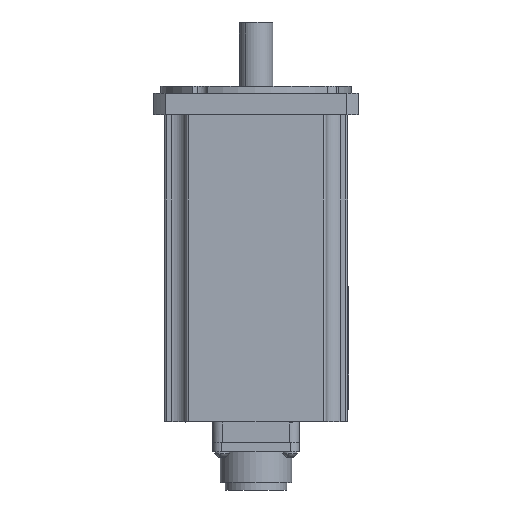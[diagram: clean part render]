
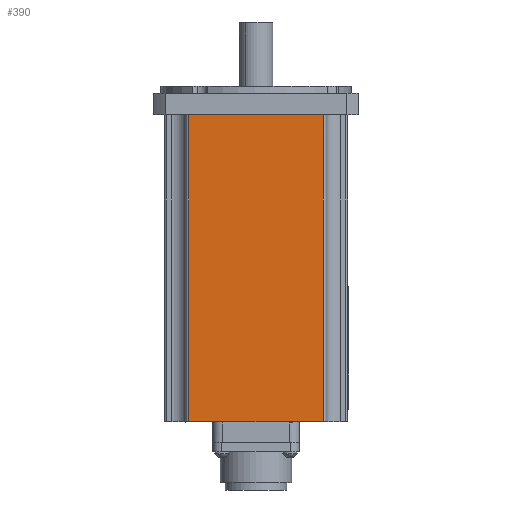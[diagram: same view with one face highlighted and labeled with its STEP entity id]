
A CAD part, front view. The second image highlights one B-rep face of the part: STEP entity #390.
In plain terms, the highlighted planar face has unit normal (0, -1, 0).
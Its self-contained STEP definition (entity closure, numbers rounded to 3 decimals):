
#39 = VERTEX_POINT ( 'NONE', #4363 ) ;
#40 = ORIENTED_EDGE ( 'NONE', *, *, #41, .T. ) ;
#41 = EDGE_CURVE ( 'NONE', #39, #279, #4529, .T. ) ;
#141 = VERTEX_POINT ( 'NONE', #4480 ) ;
#143 = EDGE_CURVE ( 'NONE', #144, #141, #4479, .T. ) ;
#144 = VERTEX_POINT ( 'NONE', #4475 ) ;
#278 = EDGE_CURVE ( 'NONE', #279, #144, #4761, .T. ) ;
#279 = VERTEX_POINT ( 'NONE', #4752 ) ;
#295 = EDGE_CURVE ( 'NONE', #141, #39, #4693, .T. ) ;
#367 = ORIENTED_EDGE ( 'NONE', *, *, #143, .T. ) ;
#368 = ORIENTED_EDGE ( 'NONE', *, *, #295, .T. ) ;
#390 = ADVANCED_FACE ( 'NONE', ( #5031 ), #5030, .T. ) ;
#391 = EDGE_LOOP ( 'NONE', ( #392, #367, #368, #40 ) ) ;
#392 = ORIENTED_EDGE ( 'NONE', *, *, #278, .T. ) ;
#4363 = CARTESIAN_POINT ( 'NONE',  ( 28.355, -38.5, -1. ) ) ;
#4467 = DIRECTION ( 'NONE',  ( -1., 0., 0. ) ) ;
#4468 = VECTOR ( 'NONE', #4467, 1000. ) ;
#4475 = CARTESIAN_POINT ( 'NONE',  ( -28.355, -38.5, -130. ) ) ;
#4476 = DIRECTION ( 'NONE',  ( 1., 0., 0. ) ) ;
#4477 = VECTOR ( 'NONE', #4476, 1000. ) ;
#4478 = CARTESIAN_POINT ( 'NONE',  ( -29.355, -38.5, -130. ) ) ;
#4479 = LINE ( 'NONE', #4478, #4477 ) ;
#4480 = CARTESIAN_POINT ( 'NONE',  ( 28.355, -38.5, -130. ) ) ;
#4528 = CARTESIAN_POINT ( 'NONE',  ( -29.355, -38.5, -1. ) ) ;
#4529 = LINE ( 'NONE', #4528, #4468 ) ;
#4690 = DIRECTION ( 'NONE',  ( 0., 0., 1. ) ) ;
#4691 = VECTOR ( 'NONE', #4690, 1000. ) ;
#4692 = CARTESIAN_POINT ( 'NONE',  ( 28.355, -38.5, -131. ) ) ;
#4693 = LINE ( 'NONE', #4692, #4691 ) ;
#4752 = CARTESIAN_POINT ( 'NONE',  ( -28.355, -38.5, -1. ) ) ;
#4753 = DIRECTION ( 'NONE',  ( 0., 0., -1. ) ) ;
#4754 = VECTOR ( 'NONE', #4753, 1000. ) ;
#4755 = CARTESIAN_POINT ( 'NONE',  ( -28.355, -38.5, -131. ) ) ;
#4761 = LINE ( 'NONE', #4755, #4754 ) ;
#5026 = DIRECTION ( 'NONE',  ( 1., 0., 0. ) ) ;
#5027 = DIRECTION ( 'NONE',  ( 0., -1., 0. ) ) ;
#5028 = CARTESIAN_POINT ( 'NONE',  ( -29.355, -38.5, -131. ) ) ;
#5029 = AXIS2_PLACEMENT_3D ( 'NONE', #5028, #5027, #5026 ) ;
#5030 = PLANE ( 'NONE',  #5029 ) ;
#5031 = FACE_OUTER_BOUND ( 'NONE', #391, .T. ) ;
